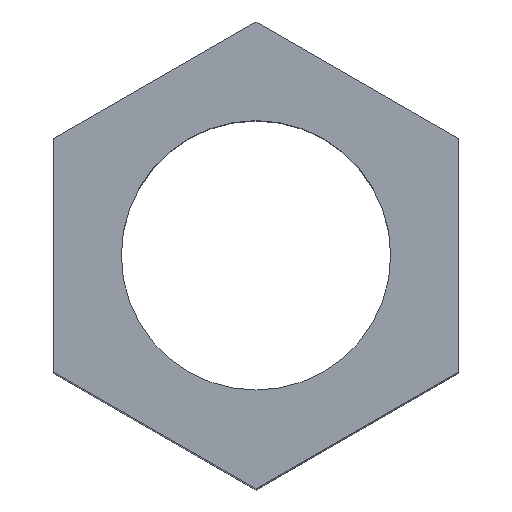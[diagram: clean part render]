
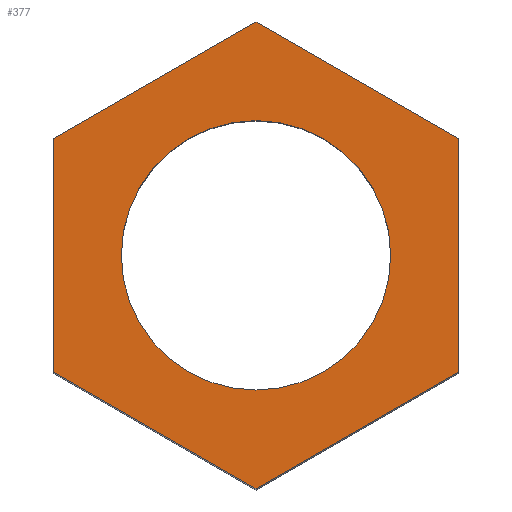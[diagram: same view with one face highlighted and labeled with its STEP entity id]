
A CAD part, top view. The second image highlights one B-rep face of the part: STEP entity #377.
In plain terms, the highlighted planar face has unit normal (0, 0, 1).
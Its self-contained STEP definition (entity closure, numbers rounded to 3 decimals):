
#1 = EDGE_CURVE ( 'NONE', #258, #4, #134, .T. ) ;
#4 = VERTEX_POINT ( 'NONE', #358 ) ;
#7 = DIRECTION ( 'NONE',  ( 0., 1., 0. ) ) ;
#37 = EDGE_CURVE ( 'NONE', #4, #263, #89, .T. ) ;
#38 = EDGE_CURVE ( 'NONE', #229, #356, #189, .T. ) ;
#39 = CARTESIAN_POINT ( 'NONE',  ( -6., 3.464, 0. ) ) ;
#47 = DIRECTION ( 'NONE',  ( -0.866, 0.5, 0. ) ) ;
#52 = CARTESIAN_POINT ( 'NONE',  ( 6., 3.464, 0. ) ) ;
#56 = ORIENTED_EDGE ( 'NONE', *, *, #37, .T. ) ;
#57 = ORIENTED_EDGE ( 'NONE', *, *, #213, .T. ) ;
#58 = EDGE_LOOP ( 'NONE', ( #215, #105 ) ) ;
#64 = CARTESIAN_POINT ( 'NONE',  ( 0., 6.928, 0. ) ) ;
#69 = CARTESIAN_POINT ( 'NONE',  ( -4., 0., 0. ) ) ;
#79 = DIRECTION ( 'NONE',  ( 1., 0., 0. ) ) ;
#83 = DIRECTION ( 'NONE',  ( 0., 0., 1. ) ) ;
#89 = LINE ( 'NONE', #39, #204 ) ;
#97 = CARTESIAN_POINT ( 'NONE',  ( -6., -3.464, 0. ) ) ;
#101 = ORIENTED_EDGE ( 'NONE', *, *, #127, .T. ) ;
#105 = ORIENTED_EDGE ( 'NONE', *, *, #38, .F. ) ;
#107 = VECTOR ( 'NONE', #268, 1000. ) ;
#115 = AXIS2_PLACEMENT_3D ( 'NONE', #223, #83, #79 ) ;
#118 = CIRCLE ( 'NONE', #182, 4. ) ;
#119 = VECTOR ( 'NONE', #267, 1000. ) ;
#125 = ORIENTED_EDGE ( 'NONE', *, *, #1, .T. ) ;
#127 = EDGE_CURVE ( 'NONE', #246, #398, #334, .T. ) ;
#132 = LINE ( 'NONE', #248, #418 ) ;
#134 = LINE ( 'NONE', #64, #119 ) ;
#150 = LINE ( 'NONE', #52, #271 ) ;
#158 = DIRECTION ( 'NONE',  ( 0., 0., 1. ) ) ;
#165 = FACE_OUTER_BOUND ( 'NONE', #176, .T. ) ;
#176 = EDGE_LOOP ( 'NONE', ( #57, #101, #406, #373, #125, #56 ) ) ;
#180 = CARTESIAN_POINT ( 'NONE',  ( 6., -3.464, 0. ) ) ;
#182 = AXIS2_PLACEMENT_3D ( 'NONE', #291, #290, #355 ) ;
#184 = VERTEX_POINT ( 'NONE', #351 ) ;
#189 = CIRCLE ( 'NONE', #250, 4. ) ;
#190 = EDGE_CURVE ( 'NONE', #356, #229, #118, .T. ) ;
#197 = DIRECTION ( 'NONE',  ( 1., 0., 0. ) ) ;
#204 = VECTOR ( 'NONE', #359, 1000. ) ;
#209 = CARTESIAN_POINT ( 'NONE',  ( 0., -6.928, 0. ) ) ;
#213 = EDGE_CURVE ( 'NONE', #263, #246, #399, .T. ) ;
#215 = ORIENTED_EDGE ( 'NONE', *, *, #190, .F. ) ;
#223 = CARTESIAN_POINT ( 'NONE',  ( 0., 0., 0. ) ) ;
#229 = VERTEX_POINT ( 'NONE', #69 ) ;
#246 = VERTEX_POINT ( 'NONE', #209 ) ;
#247 = CARTESIAN_POINT ( 'NONE',  ( 0., -6.928, 0. ) ) ;
#248 = CARTESIAN_POINT ( 'NONE',  ( 6., -3.464, 0. ) ) ;
#250 = AXIS2_PLACEMENT_3D ( 'NONE', #261, #158, #197 ) ;
#258 = VERTEX_POINT ( 'NONE', #270 ) ;
#260 = FACE_BOUND ( 'NONE', #58, .T. ) ;
#261 = CARTESIAN_POINT ( 'NONE',  ( 0., 0., 0. ) ) ;
#263 = VERTEX_POINT ( 'NONE', #97 ) ;
#267 = DIRECTION ( 'NONE',  ( -0.866, -0.5, 0. ) ) ;
#268 = DIRECTION ( 'NONE',  ( 0.866, 0.5, 0. ) ) ;
#270 = CARTESIAN_POINT ( 'NONE',  ( 0., 6.928, 0. ) ) ;
#271 = VECTOR ( 'NONE', #47, 1000. ) ;
#280 = PLANE ( 'NONE',  #115 ) ;
#281 = CARTESIAN_POINT ( 'NONE',  ( 4., 0., 0. ) ) ;
#290 = DIRECTION ( 'NONE',  ( 0., 0., 1. ) ) ;
#291 = CARTESIAN_POINT ( 'NONE',  ( 0., 0., 0. ) ) ;
#317 = EDGE_CURVE ( 'NONE', #184, #258, #150, .T. ) ;
#324 = VECTOR ( 'NONE', #386, 1000. ) ;
#334 = LINE ( 'NONE', #247, #107 ) ;
#351 = CARTESIAN_POINT ( 'NONE',  ( 6., 3.464, 0. ) ) ;
#355 = DIRECTION ( 'NONE',  ( 1., 0., 0. ) ) ;
#356 = VERTEX_POINT ( 'NONE', #281 ) ;
#358 = CARTESIAN_POINT ( 'NONE',  ( -6., 3.464, 0. ) ) ;
#359 = DIRECTION ( 'NONE',  ( 0., -1., 0. ) ) ;
#373 = ORIENTED_EDGE ( 'NONE', *, *, #317, .T. ) ;
#377 = ADVANCED_FACE ( 'NONE', ( #260, #165 ), #280, .T. ) ;
#386 = DIRECTION ( 'NONE',  ( 0.866, -0.5, 0. ) ) ;
#390 = EDGE_CURVE ( 'NONE', #398, #184, #132, .T. ) ;
#398 = VERTEX_POINT ( 'NONE', #180 ) ;
#399 = LINE ( 'NONE', #419, #324 ) ;
#406 = ORIENTED_EDGE ( 'NONE', *, *, #390, .T. ) ;
#418 = VECTOR ( 'NONE', #7, 1000. ) ;
#419 = CARTESIAN_POINT ( 'NONE',  ( -6., -3.464, 0. ) ) ;
